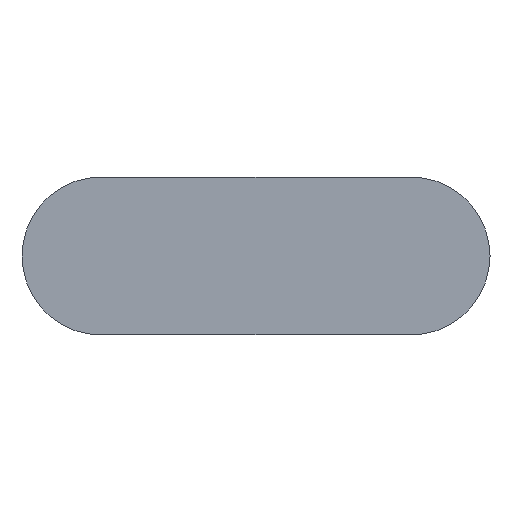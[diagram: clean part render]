
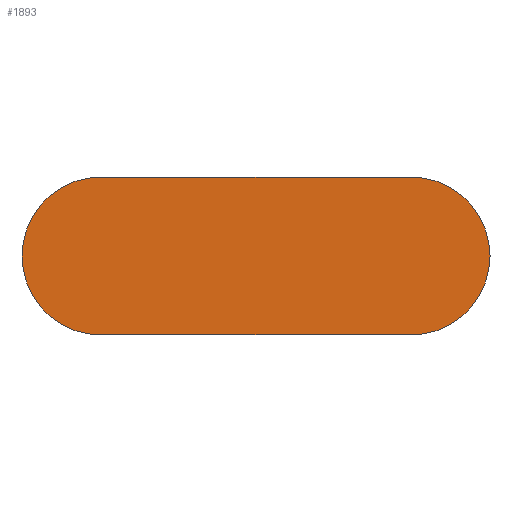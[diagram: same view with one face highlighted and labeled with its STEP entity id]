
A CAD part, front view. The second image highlights one B-rep face of the part: STEP entity #1893.
In plain terms, the highlighted planar face has unit normal (0, -1, 0).
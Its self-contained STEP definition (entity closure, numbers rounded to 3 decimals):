
#270 = AXIS2_PLACEMENT_3D ( 'NONE', #5218, #1114, #1011 ) ;
#380 = CARTESIAN_POINT ( 'NONE',  ( 472.5, -93.388, -12.375 ) ) ;
#473 = DIRECTION ( 'NONE',  ( 0., -1., 0. ) ) ;
#1011 = DIRECTION ( 'NONE',  ( 0., 0., -1. ) ) ;
#1114 = DIRECTION ( 'NONE',  ( 0., -1., 0. ) ) ;
#1268 = LINE ( 'NONE', #4843, #6945 ) ;
#1561 = ORIENTED_EDGE ( 'NONE', *, *, #7076, .T. ) ;
#1687 = EDGE_CURVE ( 'NONE', #2246, #5764, #4175, .T. ) ;
#1752 = VERTEX_POINT ( 'NONE', #5759 ) ;
#1893 = ADVANCED_FACE ( 'NONE', ( #4081 ), #2344, .T. ) ;
#1975 = AXIS2_PLACEMENT_3D ( 'NONE', #4599, #3408, #6956 ) ;
#2042 = DIRECTION ( 'NONE',  ( -1., 0., 0. ) ) ;
#2246 = VERTEX_POINT ( 'NONE', #3914 ) ;
#2264 = ORIENTED_EDGE ( 'NONE', *, *, #2402, .F. ) ;
#2282 = VERTEX_POINT ( 'NONE', #2976 ) ;
#2344 = PLANE ( 'NONE',  #270 ) ;
#2385 = EDGE_LOOP ( 'NONE', ( #6737, #1561, #2264, #3930 ) ) ;
#2402 = EDGE_CURVE ( 'NONE', #2246, #1752, #1268, .T. ) ;
#2785 = VECTOR ( 'NONE', #2042, 1000. ) ;
#2976 = CARTESIAN_POINT ( 'NONE',  ( 524.288, -93.388, -12.375 ) ) ;
#3408 = DIRECTION ( 'NONE',  ( 0., -1., 0. ) ) ;
#3914 = CARTESIAN_POINT ( 'NONE',  ( 475.712, -93.388, 12.375 ) ) ;
#3930 = ORIENTED_EDGE ( 'NONE', *, *, #1687, .T. ) ;
#4081 = FACE_OUTER_BOUND ( 'NONE', #2385, .T. ) ;
#4175 = CIRCLE ( 'NONE', #7202, 12.375 ) ;
#4575 = CARTESIAN_POINT ( 'NONE',  ( 475.712, -93.388, 0. ) ) ;
#4599 = CARTESIAN_POINT ( 'NONE',  ( 524.288, -93.388, 0. ) ) ;
#4843 = CARTESIAN_POINT ( 'NONE',  ( 472.5, -93.388, 12.375 ) ) ;
#5063 = CARTESIAN_POINT ( 'NONE',  ( 475.712, -93.388, -12.375 ) ) ;
#5108 = EDGE_CURVE ( 'NONE', #2282, #5764, #7432, .T. ) ;
#5218 = CARTESIAN_POINT ( 'NONE',  ( 472.5, -93.388, 0. ) ) ;
#5759 = CARTESIAN_POINT ( 'NONE',  ( 524.288, -93.388, 12.375 ) ) ;
#5764 = VERTEX_POINT ( 'NONE', #5063 ) ;
#6047 = CIRCLE ( 'NONE', #1975, 12.375 ) ;
#6501 = DIRECTION ( 'NONE',  ( 1., 0., 0. ) ) ;
#6737 = ORIENTED_EDGE ( 'NONE', *, *, #5108, .F. ) ;
#6945 = VECTOR ( 'NONE', #6501, 1000. ) ;
#6956 = DIRECTION ( 'NONE',  ( 0., 0., -1. ) ) ;
#7076 = EDGE_CURVE ( 'NONE', #2282, #1752, #6047, .T. ) ;
#7202 = AXIS2_PLACEMENT_3D ( 'NONE', #4575, #473, #7489 ) ;
#7432 = LINE ( 'NONE', #380, #2785 ) ;
#7489 = DIRECTION ( 'NONE',  ( 0., 0., -1. ) ) ;
